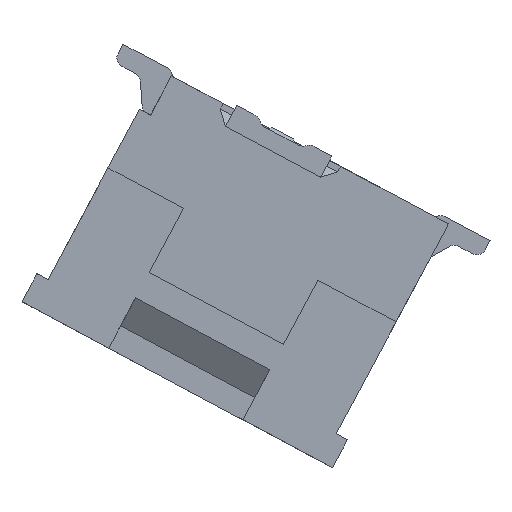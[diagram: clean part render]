
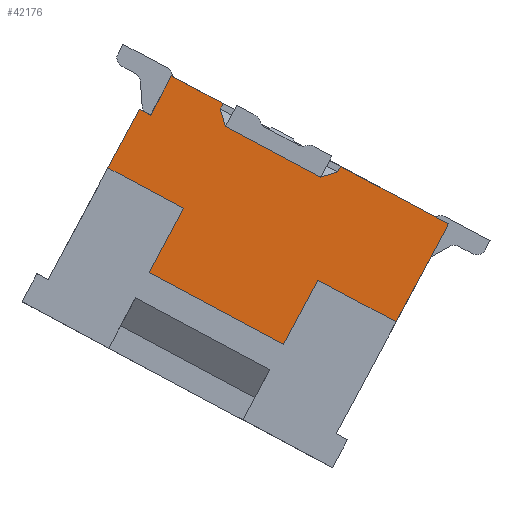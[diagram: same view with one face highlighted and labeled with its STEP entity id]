
A CAD part, front view. The second image highlights one B-rep face of the part: STEP entity #42176.
In plain terms, the highlighted planar face has unit normal (0, -1, 0).
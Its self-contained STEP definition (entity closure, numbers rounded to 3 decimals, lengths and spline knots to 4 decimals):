
#209 = DIRECTION ( 'NONE',  ( -0.471, 0., -0.882 ) ) ;
#2780 = VERTEX_POINT ( 'NONE', #63873 ) ;
#3979 = EDGE_CURVE ( 'NONE', #83568, #65294, #142766, .T. ) ;
#5421 = ORIENTED_EDGE ( 'NONE', *, *, #73917, .F. ) ;
#7174 = CARTESIAN_POINT ( 'NONE',  ( 8.5463, -2.2, 0.5737 ) ) ;
#9679 = DIRECTION ( 'NONE',  ( 0.471, 0., 0.882 ) ) ;
#9830 = EDGE_CURVE ( 'NONE', #65294, #138787, #149095, .T. ) ;
#12174 = ORIENTED_EDGE ( 'NONE', *, *, #142593, .F. ) ;
#13573 = EDGE_CURVE ( 'NONE', #85695, #103104, #63847, .T. ) ;
#15985 = EDGE_CURVE ( 'NONE', #20168, #112869, #17831, .T. ) ;
#17831 = LINE ( 'NONE', #109033, #116895 ) ;
#19144 = ORIENTED_EDGE ( 'NONE', *, *, #45364, .F. ) ;
#20168 = VERTEX_POINT ( 'NONE', #59212 ) ;
#20186 = DIRECTION ( 'NONE',  ( 0.29, 0., -0.957 ) ) ;
#20620 = LINE ( 'NONE', #81787, #49095 ) ;
#20970 = CARTESIAN_POINT ( 'NONE',  ( 8.2756, -2.2, 0.4916 ) ) ;
#21054 = CARTESIAN_POINT ( 'NONE',  ( 5.3284, -2.2, 1.6133 ) ) ;
#21185 = CARTESIAN_POINT ( 'NONE',  ( 6.7794, -2.2, 1.283 ) ) ;
#21284 = CARTESIAN_POINT ( 'NONE',  ( 8.5562, -2.2, 0.5767 ) ) ;
#21789 = DIRECTION ( 'NONE',  ( -0.471, 0., -0.882 ) ) ;
#22323 = VECTOR ( 'NONE', #68725, 1000. ) ;
#24806 = LINE ( 'NONE', #78322, #78772 ) ;
#25240 = EDGE_CURVE ( 'NONE', #25258, #122672, #81487, .T. ) ;
#25258 = VERTEX_POINT ( 'NONE', #147730 ) ;
#26006 = VERTEX_POINT ( 'NONE', #7174 ) ;
#27922 = DIRECTION ( 'NONE',  ( 0.882, 0., -0.471 ) ) ;
#28047 = ORIENTED_EDGE ( 'NONE', *, *, #3979, .F. ) ;
#29536 = VECTOR ( 'NONE', #20186, 1000. ) ;
#30559 = PLANE ( 'NONE',  #75920 ) ;
#32196 = ORIENTED_EDGE ( 'NONE', *, *, #68444, .F. ) ;
#32730 = VECTOR ( 'NONE', #63856, 1000. ) ;
#35277 = DIRECTION ( 'NONE',  ( 0.882, 0., -0.471 ) ) ;
#39924 = CARTESIAN_POINT ( 'NONE',  ( 9.4663, -2.2, -1.7889 ) ) ;
#41577 = CARTESIAN_POINT ( 'NONE',  ( 4.9243, -2.2, 0.6387 ) ) ;
#42176 = ADVANCED_FACE ( 'NONE', ( #44097 ), #30559, .F. ) ;
#42230 = DIRECTION ( 'NONE',  ( 0., 1., 0. ) ) ;
#43626 = DIRECTION ( 'NONE',  ( -0.882, 0., 0.471 ) ) ;
#44097 = FACE_OUTER_BOUND ( 'NONE', #143940, .T. ) ;
#44167 = DIRECTION ( 'NONE',  ( -0.882, 0., 0.471 ) ) ;
#45364 = EDGE_CURVE ( 'NONE', #84505, #2780, #149910, .T. ) ;
#45954 = CARTESIAN_POINT ( 'NONE',  ( 3.7058, -2.2, -1.6411 ) ) ;
#46279 = CARTESIAN_POINT ( 'NONE',  ( 5.5728, -2.2, -1.0119 ) ) ;
#46525 = CARTESIAN_POINT ( 'NONE',  ( 5.562, -2.2, -1.0322 ) ) ;
#47497 = ORIENTED_EDGE ( 'NONE', *, *, #133511, .F. ) ;
#47811 = VECTOR ( 'NONE', #65484, 1000. ) ;
#48015 = VECTOR ( 'NONE', #133929, 1000. ) ;
#49095 = VECTOR ( 'NONE', #60666, 1000. ) ;
#50622 = VECTOR ( 'NONE', #9679, 1000. ) ;
#50818 = CARTESIAN_POINT ( 'NONE',  ( 5.9256, -2.2, 2.0878 ) ) ;
#51044 = DIRECTION ( 'NONE',  ( -0.471, 0., -0.882 ) ) ;
#57110 = ORIENTED_EDGE ( 'NONE', *, *, #25240, .F. ) ;
#59212 = CARTESIAN_POINT ( 'NONE',  ( 6.7414, -2.2, 1.6518 ) ) ;
#60007 = VERTEX_POINT ( 'NONE', #123102 ) ;
#60666 = DIRECTION ( 'NONE',  ( 0.471, 0., 0.882 ) ) ;
#63364 = CARTESIAN_POINT ( 'NONE',  ( 7.7318, -2.2, -2.1658 ) ) ;
#63771 = CARTESIAN_POINT ( 'NONE',  ( 5.8383, -2.2, 2.1345 ) ) ;
#63847 = LINE ( 'NONE', #89380, #66612 ) ;
#63856 = DIRECTION ( 'NONE',  ( 0.882, 0., -0.471 ) ) ;
#63873 = CARTESIAN_POINT ( 'NONE',  ( 5.5956, -2.2, 1.4705 ) ) ;
#64092 = CARTESIAN_POINT ( 'NONE',  ( 10.2912, -2.2, -0.2455 ) ) ;
#65294 = VERTEX_POINT ( 'NONE', #125018 ) ;
#65484 = DIRECTION ( 'NONE',  ( 0.882, 0., -0.471 ) ) ;
#66492 = CARTESIAN_POINT ( 'NONE',  ( 6.6942, -2.2, 1.5636 ) ) ;
#66597 = VERTEX_POINT ( 'NONE', #50818 ) ;
#66612 = VECTOR ( 'NONE', #135841, 1000. ) ;
#67041 = EDGE_CURVE ( 'NONE', #138787, #60007, #101588, .T. ) ;
#68444 = EDGE_CURVE ( 'NONE', #103104, #83568, #130372, .T. ) ;
#68725 = DIRECTION ( 'NONE',  ( 0.957, 0., 0.29 ) ) ;
#69590 = VECTOR ( 'NONE', #21789, 1000. ) ;
#73430 = ORIENTED_EDGE ( 'NONE', *, *, #138868, .F. ) ;
#73917 = EDGE_CURVE ( 'NONE', #122672, #26006, #120202, .T. ) ;
#75920 = AXIS2_PLACEMENT_3D ( 'NONE', #121506, #42230, #100221 ) ;
#78322 = CARTESIAN_POINT ( 'NONE',  ( 8.5983, -2.2, 0.671 ) ) ;
#78772 = VECTOR ( 'NONE', #127726, 1000. ) ;
#80299 = LINE ( 'NONE', #21185, #29536 ) ;
#81487 = LINE ( 'NONE', #127143, #129569 ) ;
#81787 = CARTESIAN_POINT ( 'NONE',  ( 5.589, -2.2, 1.4581 ) ) ;
#83568 = VERTEX_POINT ( 'NONE', #129016 ) ;
#84505 = VERTEX_POINT ( 'NONE', #112507 ) ;
#85695 = VERTEX_POINT ( 'NONE', #64092 ) ;
#89380 = CARTESIAN_POINT ( 'NONE',  ( 10.3312, -2.2, -0.1705 ) ) ;
#90856 = VECTOR ( 'NONE', #209, 1000. ) ;
#92069 = ORIENTED_EDGE ( 'NONE', *, *, #103862, .F. ) ;
#95572 = EDGE_CURVE ( 'NONE', #26006, #102556, #24806, .T. ) ;
#97358 = VERTEX_POINT ( 'NONE', #41577 ) ;
#100221 = DIRECTION ( 'NONE',  ( 1., 0., 0. ) ) ;
#101588 = LINE ( 'NONE', #46525, #50622 ) ;
#102107 = ORIENTED_EDGE ( 'NONE', *, *, #95572, .F. ) ;
#102556 = VERTEX_POINT ( 'NONE', #140689 ) ;
#103104 = VERTEX_POINT ( 'NONE', #39924 ) ;
#103862 = EDGE_CURVE ( 'NONE', #60007, #97358, #144236, .T. ) ;
#103914 = ORIENTED_EDGE ( 'NONE', *, *, #15985, .F. ) ;
#107590 = ORIENTED_EDGE ( 'NONE', *, *, #67041, .F. ) ;
#109033 = CARTESIAN_POINT ( 'NONE',  ( 6.6894, -2.2, 1.5545 ) ) ;
#112507 = CARTESIAN_POINT ( 'NONE',  ( 5.4192, -2.2, 1.5647 ) ) ;
#112869 = VERTEX_POINT ( 'NONE', #66492 ) ;
#116895 = VECTOR ( 'NONE', #51044, 1000. ) ;
#118285 = EDGE_CURVE ( 'NONE', #102556, #85695, #119983, .T. ) ;
#119983 = LINE ( 'NONE', #63771, #122451 ) ;
#120202 = LINE ( 'NONE', #21284, #22323 ) ;
#121453 = ORIENTED_EDGE ( 'NONE', *, *, #125309, .T. ) ;
#121506 = CARTESIAN_POINT ( 'NONE',  ( 3.615, -2.2, -1.5925 ) ) ;
#121834 = LINE ( 'NONE', #45954, #69590 ) ;
#121908 = CARTESIAN_POINT ( 'NONE',  ( 5.8383, -2.2, 2.1345 ) ) ;
#122451 = VECTOR ( 'NONE', #27922, 1000. ) ;
#122672 = VERTEX_POINT ( 'NONE', #20970 ) ;
#123102 = CARTESIAN_POINT ( 'NONE',  ( 6.1149, -2.2, 0.0023 ) ) ;
#125018 = CARTESIAN_POINT ( 'NONE',  ( 7.6895, -2.2, -2.1432 ) ) ;
#125309 = EDGE_CURVE ( 'NONE', #84505, #97358, #121834, .T. ) ;
#126023 = ORIENTED_EDGE ( 'NONE', *, *, #118285, .F. ) ;
#127143 = CARTESIAN_POINT ( 'NONE',  ( 8.3056, -2.2, 0.4756 ) ) ;
#127726 = DIRECTION ( 'NONE',  ( 0.471, 0., 0.882 ) ) ;
#129016 = CARTESIAN_POINT ( 'NONE',  ( 8.2315, -2.2, -1.129 ) ) ;
#129569 = VECTOR ( 'NONE', #35277, 1000. ) ;
#130372 = LINE ( 'NONE', #134004, #130603 ) ;
#130574 = LINE ( 'NONE', #121908, #32730 ) ;
#130603 = VECTOR ( 'NONE', #44167, 1000. ) ;
#133511 = EDGE_CURVE ( 'NONE', #112869, #25258, #80299, .T. ) ;
#133929 = DIRECTION ( 'NONE',  ( -0.882, 0., 0.471 ) ) ;
#134004 = CARTESIAN_POINT ( 'NONE',  ( 9.4909, -2.2, -1.8021 ) ) ;
#135841 = DIRECTION ( 'NONE',  ( -0.471, 0., -0.882 ) ) ;
#135966 = ORIENTED_EDGE ( 'NONE', *, *, #13573, .F. ) ;
#136470 = CARTESIAN_POINT ( 'NONE',  ( 8.2424, -2.2, -1.1087 ) ) ;
#138776 = ORIENTED_EDGE ( 'NONE', *, *, #9830, .F. ) ;
#138787 = VERTEX_POINT ( 'NONE', #46279 ) ;
#138868 = EDGE_CURVE ( 'NONE', #66597, #20168, #130574, .T. ) ;
#140689 = CARTESIAN_POINT ( 'NONE',  ( 8.5934, -2.2, 0.6619 ) ) ;
#142593 = EDGE_CURVE ( 'NONE', #2780, #66597, #20620, .T. ) ;
#142766 = LINE ( 'NONE', #136470, #90856 ) ;
#143940 = EDGE_LOOP ( 'NONE', ( #12174, #19144, #121453, #92069, #107590, #138776, #28047, #32196, #135966, #126023, #102107, #5421, #57110, #47497, #103914, #73430 ) ) ;
#144236 = LINE ( 'NONE', #147085, #144490 ) ;
#144490 = VECTOR ( 'NONE', #43626, 1000. ) ;
#147085 = CARTESIAN_POINT ( 'NONE',  ( 6.1387, -2.2, -0.0104 ) ) ;
#147730 = CARTESIAN_POINT ( 'NONE',  ( 6.7764, -2.2, 1.2929 ) ) ;
#149095 = LINE ( 'NONE', #63364, #48015 ) ;
#149910 = LINE ( 'NONE', #21054, #47811 ) ;
